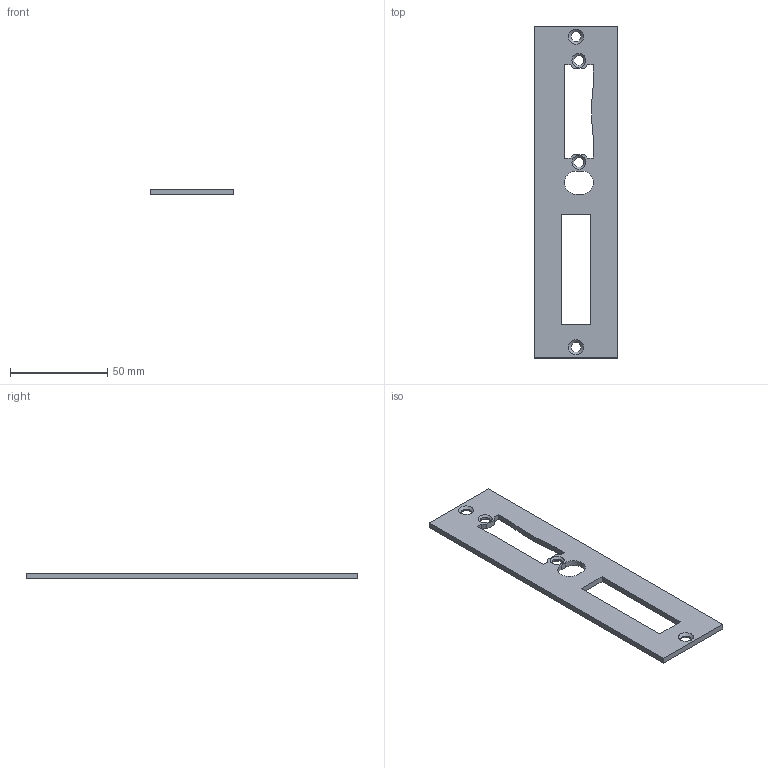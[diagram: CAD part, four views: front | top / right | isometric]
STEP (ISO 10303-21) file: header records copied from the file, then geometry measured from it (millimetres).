
FILE_DESCRIPTION (( 'STEP AP203' ), '1' );
FILE_NAME ('171017.STEP', '2021-10-07T14:28:03', ( '' ), ( '' ), 'SwSTEP 2.0', 'SolidWorks 2018', '' );
FILE_SCHEMA (( 'CONFIG_CONTROL_DESIGN' ));
Length unit declared in the file: millimetre
Products named in the file (2): 171017
Bounding box: 43 x 171 x 3 mm (x, y, z)
Volume: 16672.8 mm3; surface area: 13559 mm2
Topology: 1 solids, 1 shells, 199 faces, 529 edges, 350 vertices
Faces by surface type: plane 127, bspline 57, cone 8, cylinder 7
Full cylindrical faces by diameter (mm): 5.2 x4
Entity records: 9226 total; most frequent: CARTESIAN_POINT 4509, ORIENTED_EDGE 1034, DIRECTION 713, EDGE_CURVE 517, VECTOR 381, LINE 381, VERTEX_POINT 350, EDGE_LOOP 243
